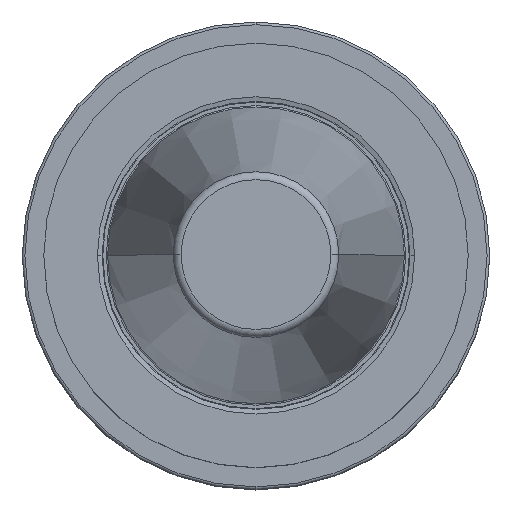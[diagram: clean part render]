
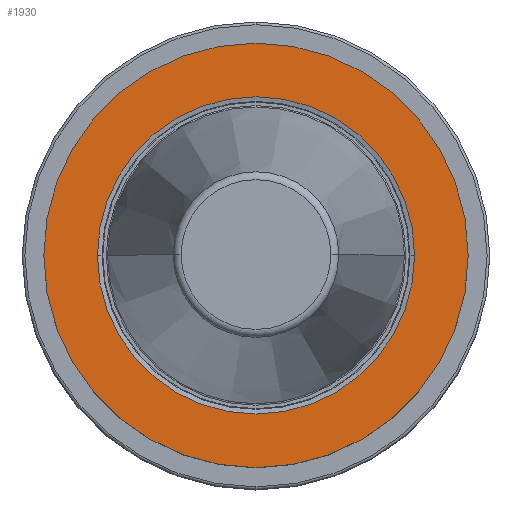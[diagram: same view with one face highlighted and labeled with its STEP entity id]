
A CAD part, top view. The second image highlights one B-rep face of the part: STEP entity #1930.
In plain terms, the highlighted planar face has unit normal (0, 0, 1).
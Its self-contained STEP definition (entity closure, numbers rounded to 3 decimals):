
#185=CARTESIAN_POINT('',(0.,0.,-3.2));
#186=DIRECTION('',(0.,0.,1.));
#187=DIRECTION('',(1.,0.,0.));
#188=AXIS2_PLACEMENT_3D('',#185,#186,#187);
#193=CARTESIAN_POINT('',(0.,0.,-3.2));
#194=DIRECTION('',(0.,0.,-1.));
#195=DIRECTION('',(1.,0.,0.));
#196=AXIS2_PLACEMENT_3D('',#193,#194,#195);
#201=CARTESIAN_POINT('',(0.,0.,-3.2));
#202=DIRECTION('',(0.,0.,1.));
#203=DIRECTION('',(1.,0.,0.));
#204=AXIS2_PLACEMENT_3D('',#201,#202,#203);
#209=CARTESIAN_POINT('',(0.,0.,-3.2));
#210=DIRECTION('',(0.,0.,1.));
#211=DIRECTION('',(-1.,0.,0.));
#212=AXIS2_PLACEMENT_3D('',#209,#210,#211);
#1659=CARTESIAN_POINT('',(31.775,0.,-3.2));
#1660=CARTESIAN_POINT('',(-31.775,0.,-3.2));
#1661=VERTEX_POINT('',#1659);
#1662=VERTEX_POINT('',#1660);
#1725=CARTESIAN_POINT('',(23.746,0.,-3.2));
#1726=VERTEX_POINT('',#1725);
#1729=CARTESIAN_POINT('',(-23.746,0.,-3.2));
#1730=VERTEX_POINT('',#1729);
#1915=CARTESIAN_POINT('',(0.,0.,-3.2));
#1916=DIRECTION('',(0.,0.,-1.));
#1917=DIRECTION('',(-1.,0.,0.));
#1918=AXIS2_PLACEMENT_3D('',#1915,#1916,#1917);
#1919=PLANE('',#1918);
#1920=ORIENTED_EDGE('',*,*,#1896,.F.);
#1921=ORIENTED_EDGE('',*,*,#1838,.T.);
#1922=EDGE_LOOP('',(#1920,#1921));
#1923=FACE_OUTER_BOUND('',#1922,.F.);
#1925=ORIENTED_EDGE('',*,*,#1924,.T.);
#1927=ORIENTED_EDGE('',*,*,#1926,.T.);
#1928=EDGE_LOOP('',(#1925,#1927));
#1929=FACE_BOUND('',#1928,.F.);
#189=CIRCLE('',#188,31.775);
#197=CIRCLE('',#196,31.775);
#205=CIRCLE('',#204,23.746);
#213=CIRCLE('',#212,23.746);
#1838=EDGE_CURVE('',#1661,#1662,#197,.T.);
#1896=EDGE_CURVE('',#1661,#1662,#189,.T.);
#1924=EDGE_CURVE('',#1726,#1730,#205,.T.);
#1926=EDGE_CURVE('',#1730,#1726,#213,.T.);
#1930=ADVANCED_FACE('',(#1923,#1929),#1919,.F.);
